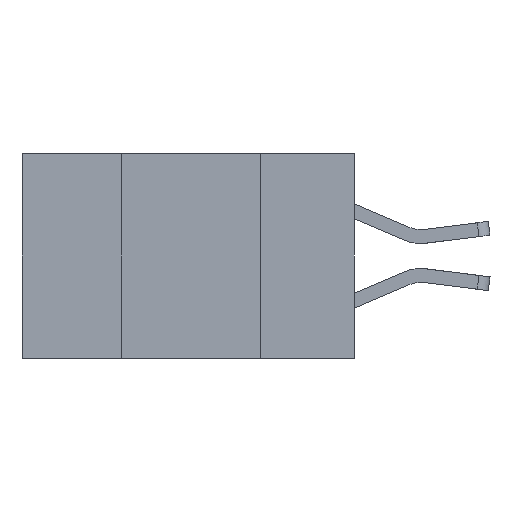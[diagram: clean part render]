
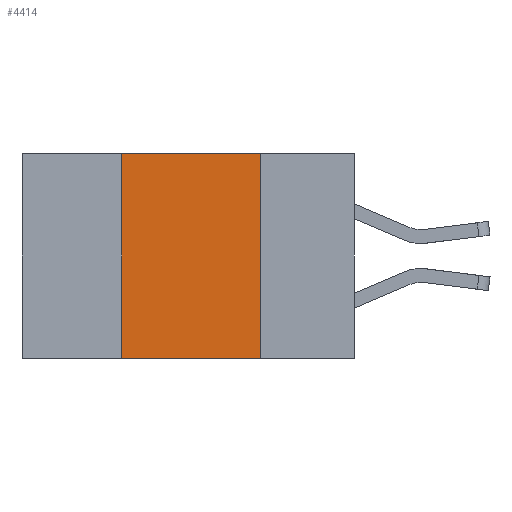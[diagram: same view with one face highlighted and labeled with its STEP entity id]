
A CAD part, left-side view. The second image highlights one B-rep face of the part: STEP entity #4414.
In plain terms, the highlighted planar face has unit normal (-1, 0, 0).
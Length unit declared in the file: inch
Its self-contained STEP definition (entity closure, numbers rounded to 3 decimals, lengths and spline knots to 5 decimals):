
#146 = EDGE_CURVE ( 'NONE', #2747, #10258, #5301, .T. ) ;
#186 = VECTOR ( 'NONE', #9597, 39.37008 ) ;
#606 = FACE_OUTER_BOUND ( 'NONE', #2173, .T. ) ;
#1108 = LINE ( 'NONE', #7588, #4821 ) ;
#1587 = LINE ( 'NONE', #8575, #6211 ) ;
#1709 = ORIENTED_EDGE ( 'NONE', *, *, #146, .F. ) ;
#1737 = PLANE ( 'NONE',  #5039 ) ;
#2173 = EDGE_LOOP ( 'NONE', ( #6372, #1709, #10121, #2272 ) ) ;
#2272 = ORIENTED_EDGE ( 'NONE', *, *, #8264, .T. ) ;
#2747 = VERTEX_POINT ( 'NONE', #9415 ) ;
#3442 = LINE ( 'NONE', #5474, #186 ) ;
#3828 = DIRECTION ( 'NONE',  ( 0., 0., -1. ) ) ;
#4354 = DIRECTION ( 'NONE',  ( 0., -1., 0. ) ) ;
#4395 = DIRECTION ( 'NONE',  ( 0., 0., -1. ) ) ;
#4414 = ADVANCED_FACE ( 'NONE', ( #606 ), #1737, .F. ) ;
#4821 = VECTOR ( 'NONE', #5128, 39.37008 ) ;
#5039 = AXIS2_PLACEMENT_3D ( 'NONE', #7353, #6002, #4395 ) ;
#5128 = DIRECTION ( 'NONE',  ( 0., -1., 0. ) ) ;
#5301 = LINE ( 'NONE', #9012, #9792 ) ;
#5474 = CARTESIAN_POINT ( 'NONE',  ( 0., 0.42, 0. ) ) ;
#5683 = VERTEX_POINT ( 'NONE', #9180 ) ;
#6002 = DIRECTION ( 'NONE',  ( 1., 0., 0. ) ) ;
#6211 = VECTOR ( 'NONE', #3828, 39.37008 ) ;
#6372 = ORIENTED_EDGE ( 'NONE', *, *, #9522, .F. ) ;
#6855 = EDGE_CURVE ( 'NONE', #5683, #2747, #3442, .T. ) ;
#7353 = CARTESIAN_POINT ( 'NONE',  ( 0., 0.6, 0. ) ) ;
#7588 = CARTESIAN_POINT ( 'NONE',  ( 0., 0.6, -0.37 ) ) ;
#7727 = CARTESIAN_POINT ( 'NONE',  ( 0., 0.17, 0. ) ) ;
#8264 = EDGE_CURVE ( 'NONE', #5683, #10094, #1108, .T. ) ;
#8575 = CARTESIAN_POINT ( 'NONE',  ( 0., 0.17, 0. ) ) ;
#9012 = CARTESIAN_POINT ( 'NONE',  ( 0., 0.6, 0. ) ) ;
#9180 = CARTESIAN_POINT ( 'NONE',  ( 0., 0.42, -0.37 ) ) ;
#9415 = CARTESIAN_POINT ( 'NONE',  ( 0., 0.42, 0. ) ) ;
#9522 = EDGE_CURVE ( 'NONE', #10258, #10094, #1587, .T. ) ;
#9597 = DIRECTION ( 'NONE',  ( 0., 0., 1. ) ) ;
#9728 = CARTESIAN_POINT ( 'NONE',  ( 0., 0.17, -0.37 ) ) ;
#9792 = VECTOR ( 'NONE', #4354, 39.37008 ) ;
#10094 = VERTEX_POINT ( 'NONE', #9728 ) ;
#10121 = ORIENTED_EDGE ( 'NONE', *, *, #6855, .F. ) ;
#10258 = VERTEX_POINT ( 'NONE', #7727 ) ;
